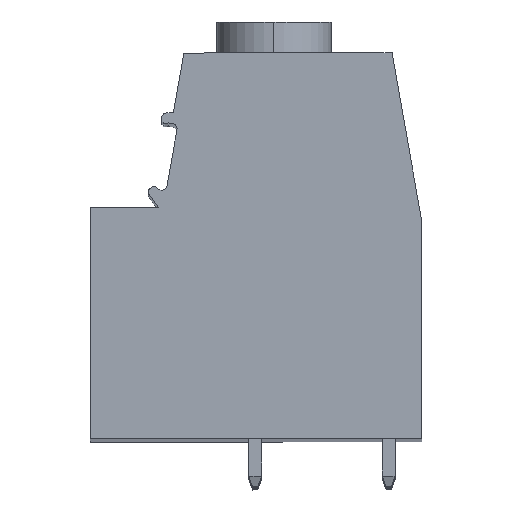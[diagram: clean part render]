
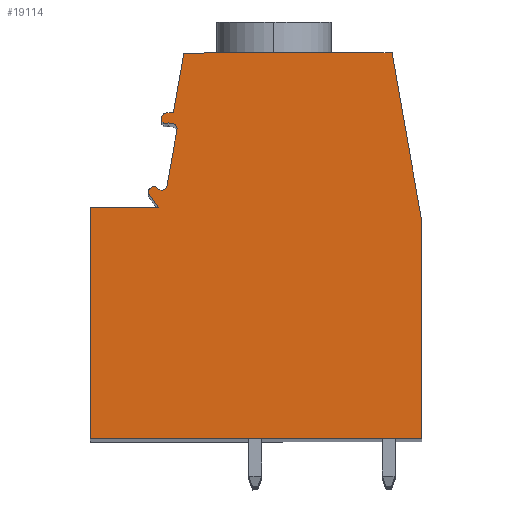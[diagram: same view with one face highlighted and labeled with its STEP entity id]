
A CAD part, top view. The second image highlights one B-rep face of the part: STEP entity #19114.
In plain terms, the highlighted planar face has unit normal (0, 0, 1).
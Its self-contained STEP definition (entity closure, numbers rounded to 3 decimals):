
#5314=DIRECTION('',(-1.,0.,0.));
#5315=VECTOR('',#5314,0.6);
#5316=CARTESIAN_POINT('',(-9.708,14.795,172.5));
#5317=LINE('',#5316,#5315);
#5318=DIRECTION('',(-0.174,-0.985,0.));
#5319=VECTOR('',#5318,5.687);
#5320=CARTESIAN_POINT('',(-8.72,20.396,172.5));
#5321=LINE('',#5320,#5319);
#5322=DIRECTION('',(-1.,-0.001,0.));
#5323=VECTOR('',#5322,19.48);
#5324=CARTESIAN_POINT('',(10.76,20.41,172.5));
#5325=LINE('',#5324,#5323);
#5326=DIRECTION('',(-0.174,0.985,0.));
#5327=VECTOR('',#5326,15.891);
#5328=CARTESIAN_POINT('',(13.53,4.762,172.5));
#5329=LINE('',#5328,#5327);
#5330=DIRECTION('',(0.,1.,0.));
#5331=VECTOR('',#5330,20.45);
#5332=CARTESIAN_POINT('',(13.53,-15.688,172.5));
#5333=LINE('',#5332,#5331);
#5334=DIRECTION('',(1.,0.001,0.));
#5335=VECTOR('',#5334,31.);
#5336=CARTESIAN_POINT('',(-17.47,-15.71,172.5));
#5337=LINE('',#5336,#5335);
#5338=DIRECTION('',(0.,-1.,0.));
#5339=VECTOR('',#5338,21.65);
#5340=CARTESIAN_POINT('',(-17.47,5.94,172.5));
#5341=LINE('',#5340,#5339);
#5342=DIRECTION('',(-1.,0.,0.));
#5343=VECTOR('',#5342,6.38);
#5344=CARTESIAN_POINT('',(-11.09,5.94,172.5));
#5345=LINE('',#5344,#5343);
#5346=DIRECTION('',(0.577,-0.817,0.));
#5347=VECTOR('',#5346,1.51);
#5348=CARTESIAN_POINT('',(-11.961,7.174,172.5));
#5349=LINE('',#5348,#5347);
#5350=CARTESIAN_POINT('',(-11.634,7.404,172.5));
#5351=DIRECTION('',(0.,0.,1.));
#5352=DIRECTION('',(-0.536,0.844,0.));
#5353=AXIS2_PLACEMENT_3D('',#5350,#5351,#5352);
#5355=DIRECTION('',(-0.844,-0.536,0.));
#5356=VECTOR('',#5355,0.245);
#5357=CARTESIAN_POINT('',(-11.642,7.873,172.5));
#5358=LINE('',#5357,#5356);
#5359=CARTESIAN_POINT('',(-11.535,7.704,172.5));
#5360=DIRECTION('',(0.,0.,1.));
#5361=DIRECTION('',(0.56,0.829,0.));
#5362=AXIS2_PLACEMENT_3D('',#5359,#5360,#5361);
#5364=DIRECTION('',(-0.829,0.56,0.));
#5365=VECTOR('',#5364,0.514);
#5366=CARTESIAN_POINT('',(-10.997,7.583,172.5));
#5367=LINE('',#5366,#5365);
#5368=DIRECTION('',(-0.989,0.148,0.));
#5369=VECTOR('',#5368,0.14);
#5370=CARTESIAN_POINT('',(-10.859,7.562,172.5));
#5371=LINE('',#5370,#5369);
#5372=CARTESIAN_POINT('',(-10.785,8.056,172.5));
#5373=DIRECTION('',(0.,0.,-1.));
#5374=DIRECTION('',(0.985,-0.174,0.));
#5375=AXIS2_PLACEMENT_3D('',#5372,#5373,#5374);
#5377=DIRECTION('',(-0.174,-0.985,0.));
#5378=VECTOR('',#5377,5.32);
#5379=CARTESIAN_POINT('',(-9.368,13.209,172.5));
#5380=LINE('',#5379,#5378);
#5381=CARTESIAN_POINT('',(-9.861,13.295,172.5));
#5382=DIRECTION('',(0.,0.,-1.));
#5383=DIRECTION('',(0.182,0.983,0.));
#5384=AXIS2_PLACEMENT_3D('',#5381,#5382,#5383);
#5386=DIRECTION('',(0.983,-0.182,0.));
#5387=VECTOR('',#5386,0.412);
#5388=CARTESIAN_POINT('',(-10.175,13.862,172.5));
#5389=LINE('',#5388,#5387);
#5390=DIRECTION('',(0.97,0.243,0.));
#5391=VECTOR('',#5390,0.292);
#5392=CARTESIAN_POINT('',(-10.458,13.791,172.5));
#5393=LINE('',#5392,#5391);
#5394=CARTESIAN_POINT('',(-10.506,13.985,172.5));
#5395=DIRECTION('',(0.,0.,1.));
#5396=DIRECTION('',(-0.792,-0.61,0.));
#5397=AXIS2_PLACEMENT_3D('',#5394,#5395,#5396);
#5399=DIRECTION('',(0.61,-0.792,0.));
#5400=VECTOR('',#5399,0.188);
#5401=CARTESIAN_POINT('',(-10.78,14.012,172.5));
#5402=LINE('',#5401,#5400);
#5403=CARTESIAN_POINT('',(-10.542,14.195,172.5));
#5404=DIRECTION('',(0.,0.,1.));
#5405=DIRECTION('',(-0.966,0.259,0.));
#5406=AXIS2_PLACEMENT_3D('',#5403,#5404,#5405);
#5408=DIRECTION('',(-0.259,-0.966,0.));
#5409=VECTOR('',#5408,0.157);
#5410=CARTESIAN_POINT('',(-10.791,14.425,172.5));
#5411=LINE('',#5410,#5409);
#5412=CARTESIAN_POINT('',(-10.308,14.295,172.5));
#5413=DIRECTION('',(0.,0.,1.));
#5414=DIRECTION('',(0.,1.,0.));
#5415=AXIS2_PLACEMENT_3D('',#5412,#5413,#5414);
#9531=CARTESIAN_POINT('',(-9.708,14.795,172.5));
#9532=CARTESIAN_POINT('',(-10.308,14.795,172.5));
#9533=VERTEX_POINT('',#9531);
#9534=VERTEX_POINT('',#9532);
#9535=CARTESIAN_POINT('',(-10.791,14.425,172.5));
#9536=VERTEX_POINT('',#9535);
#9537=CARTESIAN_POINT('',(-10.832,14.273,172.5));
#9538=VERTEX_POINT('',#9537);
#9539=CARTESIAN_POINT('',(-10.78,14.012,172.5));
#9540=VERTEX_POINT('',#9539);
#9541=CARTESIAN_POINT('',(-10.665,13.863,172.5));
#9542=VERTEX_POINT('',#9541);
#9543=CARTESIAN_POINT('',(-10.458,13.791,172.5));
#9544=VERTEX_POINT('',#9543);
#9545=CARTESIAN_POINT('',(-10.175,13.862,172.5));
#9546=VERTEX_POINT('',#9545);
#9547=CARTESIAN_POINT('',(-9.77,13.787,172.5));
#9548=VERTEX_POINT('',#9547);
#9549=CARTESIAN_POINT('',(-9.368,13.209,172.5));
#9550=VERTEX_POINT('',#9549);
#9551=CARTESIAN_POINT('',(-10.292,7.969,172.5));
#9552=VERTEX_POINT('',#9551);
#9553=CARTESIAN_POINT('',(-10.859,7.562,172.5));
#9554=VERTEX_POINT('',#9553);
#9555=CARTESIAN_POINT('',(-10.997,7.583,172.5));
#9556=VERTEX_POINT('',#9555);
#9557=CARTESIAN_POINT('',(-11.423,7.87,172.5));
#9558=VERTEX_POINT('',#9557);
#9559=CARTESIAN_POINT('',(-11.642,7.873,172.5));
#9560=VERTEX_POINT('',#9559);
#9561=CARTESIAN_POINT('',(-11.848,7.742,172.5));
#9562=VERTEX_POINT('',#9561);
#9563=CARTESIAN_POINT('',(-11.961,7.174,172.5));
#9564=VERTEX_POINT('',#9563);
#9565=CARTESIAN_POINT('',(-11.09,5.94,172.5));
#9566=VERTEX_POINT('',#9565);
#9567=CARTESIAN_POINT('',(-17.47,5.94,172.5));
#9568=VERTEX_POINT('',#9567);
#9569=CARTESIAN_POINT('',(-17.47,-15.71,172.5));
#9570=VERTEX_POINT('',#9569);
#9571=CARTESIAN_POINT('',(13.53,-15.688,172.5));
#9572=VERTEX_POINT('',#9571);
#9573=CARTESIAN_POINT('',(13.53,4.762,172.5));
#9574=VERTEX_POINT('',#9573);
#9575=CARTESIAN_POINT('',(10.76,20.41,172.5));
#9576=VERTEX_POINT('',#9575);
#9577=CARTESIAN_POINT('',(-8.72,20.396,172.5));
#9578=VERTEX_POINT('',#9577);
#19083=CARTESIAN_POINT('',(0.,0.,172.5));
#19084=DIRECTION('',(0.,0.,1.));
#19085=DIRECTION('',(1.,0.,0.));
#19086=AXIS2_PLACEMENT_3D('',#19083,#19084,#19085);
#19087=PLANE('',#19086);
#19088=ORIENTED_EDGE('',*,*,#12427,.F.);
#19089=ORIENTED_EDGE('',*,*,#12442,.F.);
#19090=ORIENTED_EDGE('',*,*,#12457,.F.);
#19091=ORIENTED_EDGE('',*,*,#17017,.F.);
#19092=ORIENTED_EDGE('',*,*,#17114,.F.);
#19093=ORIENTED_EDGE('',*,*,#18226,.F.);
#19094=ORIENTED_EDGE('',*,*,#18720,.F.);
#19095=ORIENTED_EDGE('',*,*,#18854,.F.);
#19096=ORIENTED_EDGE('',*,*,#18868,.F.);
#19097=ORIENTED_EDGE('',*,*,#18882,.F.);
#19098=ORIENTED_EDGE('',*,*,#18896,.F.);
#19099=ORIENTED_EDGE('',*,*,#18910,.F.);
#19100=ORIENTED_EDGE('',*,*,#18924,.F.);
#19101=ORIENTED_EDGE('',*,*,#18938,.F.);
#19102=ORIENTED_EDGE('',*,*,#18952,.F.);
#19103=ORIENTED_EDGE('',*,*,#18966,.F.);
#19104=ORIENTED_EDGE('',*,*,#18980,.F.);
#19105=ORIENTED_EDGE('',*,*,#18994,.F.);
#19106=ORIENTED_EDGE('',*,*,#19008,.F.);
#19107=ORIENTED_EDGE('',*,*,#19022,.F.);
#19108=ORIENTED_EDGE('',*,*,#19036,.F.);
#19109=ORIENTED_EDGE('',*,*,#19050,.F.);
#19110=ORIENTED_EDGE('',*,*,#19064,.F.);
#19111=ORIENTED_EDGE('',*,*,#19077,.F.);
#19112=EDGE_LOOP('',(#19088,#19089,#19090,#19091,#19092,#19093,#19094,#19095,
#19096,#19097,#19098,#19099,#19100,#19101,#19102,#19103,#19104,#19105,#19106,
#19107,#19108,#19109,#19110,#19111));
#19113=FACE_OUTER_BOUND('',#19112,.F.);
#5354=CIRCLE('',#5353,0.4);
#5363=CIRCLE('',#5362,0.2);
#5376=CIRCLE('',#5375,0.5);
#5385=CIRCLE('',#5384,0.5);
#5398=CIRCLE('',#5397,0.2);
#5407=CIRCLE('',#5406,0.3);
#5416=CIRCLE('',#5415,0.5);
#12427=EDGE_CURVE('',#9533,#9534,#5317,.T.);
#12442=EDGE_CURVE('',#9578,#9533,#5321,.T.);
#12457=EDGE_CURVE('',#9576,#9578,#5325,.T.);
#17017=EDGE_CURVE('',#9574,#9576,#5329,.T.);
#17114=EDGE_CURVE('',#9572,#9574,#5333,.T.);
#18226=EDGE_CURVE('',#9570,#9572,#5337,.T.);
#18720=EDGE_CURVE('',#9568,#9570,#5341,.T.);
#18854=EDGE_CURVE('',#9566,#9568,#5345,.T.);
#18868=EDGE_CURVE('',#9564,#9566,#5349,.T.);
#18882=EDGE_CURVE('',#9562,#9564,#5354,.T.);
#18896=EDGE_CURVE('',#9560,#9562,#5358,.T.);
#18910=EDGE_CURVE('',#9558,#9560,#5363,.T.);
#18924=EDGE_CURVE('',#9556,#9558,#5367,.T.);
#18938=EDGE_CURVE('',#9554,#9556,#5371,.T.);
#18952=EDGE_CURVE('',#9552,#9554,#5376,.T.);
#18966=EDGE_CURVE('',#9550,#9552,#5380,.T.);
#18980=EDGE_CURVE('',#9548,#9550,#5385,.T.);
#18994=EDGE_CURVE('',#9546,#9548,#5389,.T.);
#19008=EDGE_CURVE('',#9544,#9546,#5393,.T.);
#19022=EDGE_CURVE('',#9542,#9544,#5398,.T.);
#19036=EDGE_CURVE('',#9540,#9542,#5402,.T.);
#19050=EDGE_CURVE('',#9538,#9540,#5407,.T.);
#19064=EDGE_CURVE('',#9536,#9538,#5411,.T.);
#19077=EDGE_CURVE('',#9534,#9536,#5416,.T.);
#19114=ADVANCED_FACE('',(#19113),#19087,.T.);
